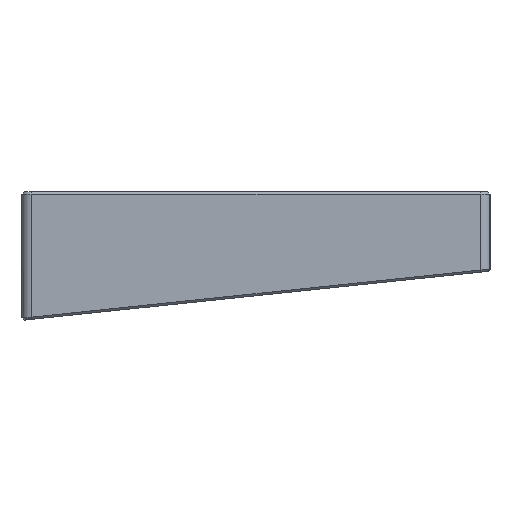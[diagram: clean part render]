
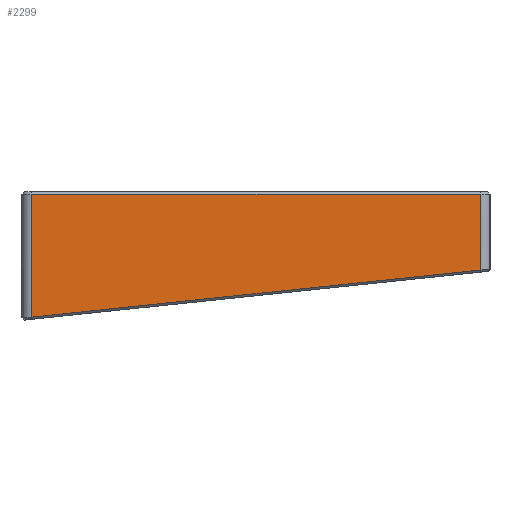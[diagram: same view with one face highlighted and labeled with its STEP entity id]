
A CAD part, left-side view. The second image highlights one B-rep face of the part: STEP entity #2299.
In plain terms, the highlighted planar face has unit normal (-1, 0, 0).
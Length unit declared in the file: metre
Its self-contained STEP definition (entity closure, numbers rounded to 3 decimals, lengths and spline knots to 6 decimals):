
#341=ORIENTED_EDGE('',*,*,#1030,.T.);
#342=ORIENTED_EDGE('',*,*,#1031,.T.);
#343=ORIENTED_EDGE('',*,*,#1032,.T.);
#344=ORIENTED_EDGE('',*,*,#1033,.T.);
#1030=EDGE_CURVE('',#1372,#1373,#1563,.F.);
#1031=EDGE_CURVE('',#1373,#1374,#1564,.T.);
#1032=EDGE_CURVE('',#1374,#1375,#1565,.T.);
#1033=EDGE_CURVE('',#1375,#1372,#1566,.T.);
#1372=VERTEX_POINT('',#3621);
#1373=VERTEX_POINT('',#3622);
#1374=VERTEX_POINT('',#3624);
#1375=VERTEX_POINT('',#3626);
#1563=LINE('',#3620,#1780);
#1564=LINE('',#3623,#1781);
#1565=LINE('',#3625,#1782);
#1566=LINE('',#3627,#1783);
#1780=VECTOR('',#2855,1.);
#1781=VECTOR('',#2856,1.);
#1782=VECTOR('',#2857,1.);
#1783=VECTOR('',#2858,1.);
#1939=EDGE_LOOP('',(#341,#342,#343,#344));
#2087=FACE_BOUND('',#1939,.T.);
#2236=PLANE('',#2489);
#2299=ADVANCED_FACE('',(#2087),#2236,.T.);
#2489=AXIS2_PLACEMENT_3D('',#3619,#2853,#2854);
#2853=DIRECTION('',(-1.,0.,0.));
#2854=DIRECTION('',(0.,0.,1.));
#2855=DIRECTION('',(0.,0.,1.));
#2856=DIRECTION('',(0.,-0.995,0.105));
#2857=DIRECTION('',(0.,0.,1.));
#2858=DIRECTION('',(0.,1.,0.));
#3619=CARTESIAN_POINT('',(-0.14785,0.,-0.000002));
#3620=CARTESIAN_POINT('',(-0.14785,0.05285,-0.000002));
#3621=CARTESIAN_POINT('',(-0.14785,0.05285,0.029747));
#3622=CARTESIAN_POINT('',(-0.14785,0.05285,0.000739));
#3623=CARTESIAN_POINT('',(-0.14785,0.000655,0.006225));
#3624=CARTESIAN_POINT('',(-0.14785,-0.05285,0.011849));
#3625=CARTESIAN_POINT('',(-0.14785,-0.05285,0.030247));
#3626=CARTESIAN_POINT('',(-0.14785,-0.05285,0.029747));
#3627=CARTESIAN_POINT('',(-0.14785,0.05285,0.029747));
